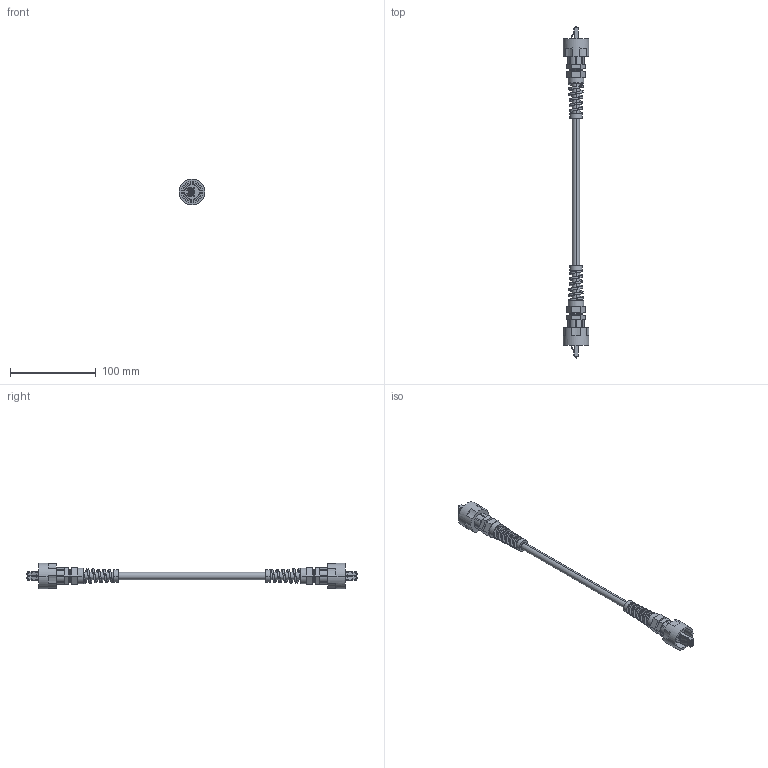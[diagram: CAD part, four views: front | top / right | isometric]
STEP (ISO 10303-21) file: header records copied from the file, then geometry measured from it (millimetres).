
FILE_DESCRIPTION (( 'STEP AP203' ), '1' );
FILE_NAME ('FOA2OOD8.STEP', '2021-08-11T13:03:10', ( '' ), ( '' ), 'SwSTEP 2.0', 'SolidWorks 2021', '' );
FILE_SCHEMA (( 'CONFIG_CONTROL_DESIGN' ));
Length unit declared in the file: inch
Products named in the file (7): 1AL06-048.STEP; 1AF02-012-MA1.STEP; 1AF02-012.STEP; 1AF02-012-MA2_WITHOU BACK CLIP.STEP; ODVA DUPLEX LC TO ODVA DUPLEX LC.STEP; 1AF02-012-MA3.STEP; FOA2OOD8
Assembly tree (8 placements, depth 4):
  FOA2OOD8
    ODVA DUPLEX LC TO ODVA DUPLEX LC.STEP
      1AF02-012.STEP  x2
        1AF02-012-MA2_WITHOU BACK CLIP.STEP
        1AF02-012-MA3.STEP
        1AF02-012-MA1.STEP
      1AL06-048.STEP
Bounding box: 29.97 x 386.84 x 29.97 mm (x, y, z)
Volume: 53400.9 mm3; surface area: 33002.4 mm2
Topology: 9 solids, 9 shells, 538 faces, 1272 edges, 770 vertices
Faces by surface type: plane 234, cylinder 192, cone 72, sphere 16, bspline 16, torus 8
Entity records: 12683 total; most frequent: CARTESIAN_POINT 6910, DIRECTION 1112, ORIENTED_EDGE 992, EDGE_CURVE 496, AXIS2_PLACEMENT_3D 423, VERTEX_POINT 303, LINE 266, VECTOR 266
